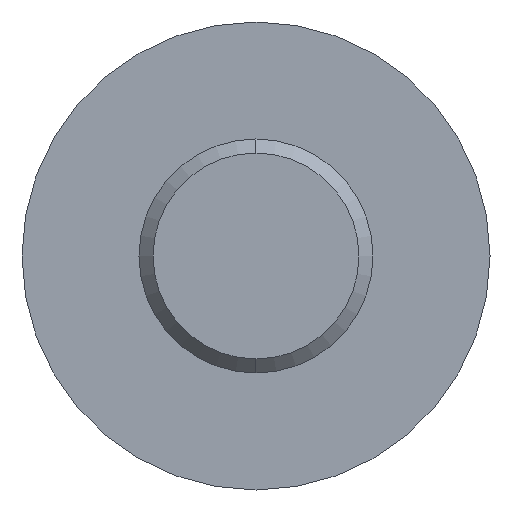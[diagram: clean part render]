
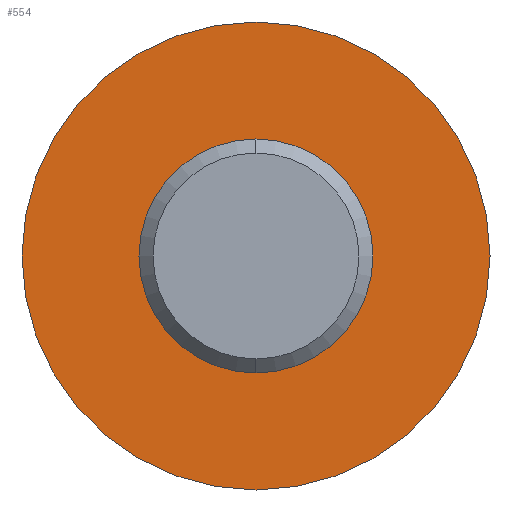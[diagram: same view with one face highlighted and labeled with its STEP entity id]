
A CAD part, left-side view. The second image highlights one B-rep face of the part: STEP entity #554.
In plain terms, the highlighted planar face has unit normal (-1, 0, 0).
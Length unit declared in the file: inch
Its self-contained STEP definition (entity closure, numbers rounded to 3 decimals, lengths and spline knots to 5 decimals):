
#3 = CARTESIAN_POINT ( 'NONE',  ( 0., 0., -0.5 ) ) ;
#16 = VERTEX_POINT ( 'NONE', #192 ) ;
#36 = EDGE_CURVE ( 'NONE', #314, #16, #432, .T. ) ;
#37 = DIRECTION ( 'NONE',  ( 0., 0., 1. ) ) ;
#39 = FACE_OUTER_BOUND ( 'NONE', #229, .T. ) ;
#70 = CARTESIAN_POINT ( 'NONE',  ( 0., 0., 0. ) ) ;
#135 = EDGE_CURVE ( 'NONE', #480, #309, #454, .T. ) ;
#165 = CARTESIAN_POINT ( 'NONE',  ( 0., 0., 0. ) ) ;
#172 = AXIS2_PLACEMENT_3D ( 'NONE', #70, #499, #456 ) ;
#192 = CARTESIAN_POINT ( 'NONE',  ( 0., 0., -0.1405 ) ) ;
#195 = CARTESIAN_POINT ( 'NONE',  ( 0., 0., 0.5 ) ) ;
#199 = CARTESIAN_POINT ( 'NONE',  ( 0., 0., 0. ) ) ;
#229 = EDGE_LOOP ( 'NONE', ( #431, #304 ) ) ;
#250 = DIRECTION ( 'NONE',  ( 0., 0., -1. ) ) ;
#251 = PLANE ( 'NONE',  #343 ) ;
#283 = CARTESIAN_POINT ( 'NONE',  ( 0., 0., 0.1405 ) ) ;
#289 = AXIS2_PLACEMENT_3D ( 'NONE', #300, #382, #37 ) ;
#298 = AXIS2_PLACEMENT_3D ( 'NONE', #556, #334, #250 ) ;
#300 = CARTESIAN_POINT ( 'NONE',  ( 0., 0., 0. ) ) ;
#304 = ORIENTED_EDGE ( 'NONE', *, *, #348, .F. ) ;
#307 = ORIENTED_EDGE ( 'NONE', *, *, #429, .F. ) ;
#309 = VERTEX_POINT ( 'NONE', #195 ) ;
#314 = VERTEX_POINT ( 'NONE', #283 ) ;
#334 = DIRECTION ( 'NONE',  ( 1., 0., 0. ) ) ;
#336 = DIRECTION ( 'NONE',  ( 1., 0., 0. ) ) ;
#343 = AXIS2_PLACEMENT_3D ( 'NONE', #165, #336, #515 ) ;
#348 = EDGE_CURVE ( 'NONE', #309, #480, #464, .T. ) ;
#382 = DIRECTION ( 'NONE',  ( -1., 0., 0. ) ) ;
#390 = CIRCLE ( 'NONE', #289, 0.1405 ) ;
#407 = EDGE_LOOP ( 'NONE', ( #531, #307 ) ) ;
#429 = EDGE_CURVE ( 'NONE', #16, #314, #390, .T. ) ;
#431 = ORIENTED_EDGE ( 'NONE', *, *, #135, .F. ) ;
#432 = CIRCLE ( 'NONE', #172, 0.1405 ) ;
#454 = CIRCLE ( 'NONE', #298, 0.5 ) ;
#456 = DIRECTION ( 'NONE',  ( 0., 0., 1. ) ) ;
#464 = CIRCLE ( 'NONE', #536, 0.5 ) ;
#466 = FACE_BOUND ( 'NONE', #407, .T. ) ;
#480 = VERTEX_POINT ( 'NONE', #3 ) ;
#499 = DIRECTION ( 'NONE',  ( -1., 0., 0. ) ) ;
#501 = DIRECTION ( 'NONE',  ( 0., 0., -1. ) ) ;
#515 = DIRECTION ( 'NONE',  ( 0., 0., -1. ) ) ;
#531 = ORIENTED_EDGE ( 'NONE', *, *, #36, .F. ) ;
#536 = AXIS2_PLACEMENT_3D ( 'NONE', #199, #547, #501 ) ;
#547 = DIRECTION ( 'NONE',  ( 1., 0., 0. ) ) ;
#554 = ADVANCED_FACE ( 'NONE', ( #466, #39 ), #251, .F. ) ;
#556 = CARTESIAN_POINT ( 'NONE',  ( 0., 0., 0. ) ) ;
